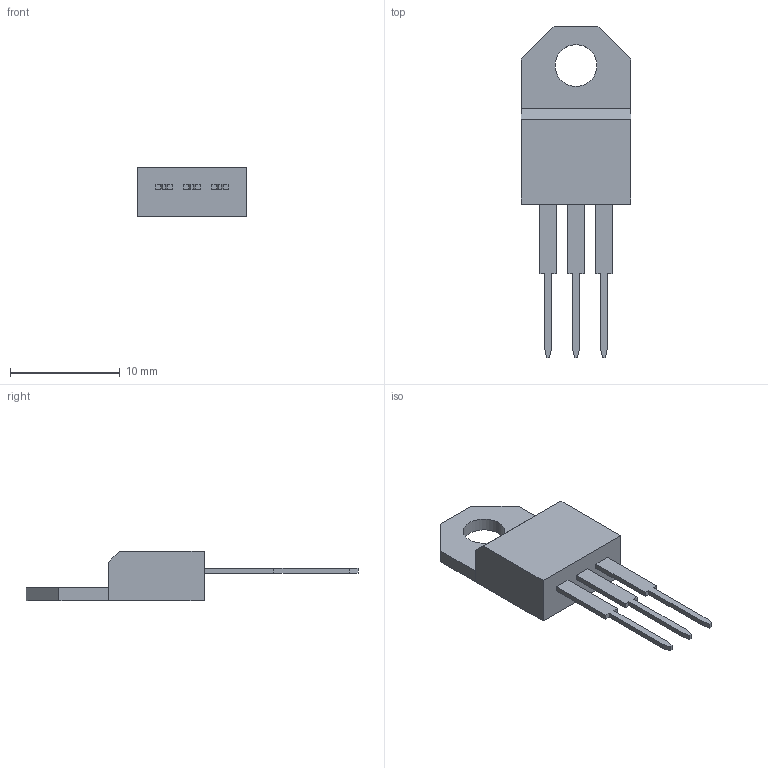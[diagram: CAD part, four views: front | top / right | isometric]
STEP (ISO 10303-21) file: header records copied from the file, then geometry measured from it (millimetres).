
FILE_DESCRIPTION(('FreeCAD Model'),'2;1');
FILE_NAME('TO220.step' ,'2018-12-28T19:37:47',('Author'),(''), 'Open CASCADE STEP processor 7.2','FreeCAD','Unknown');
FILE_SCHEMA(('AUTOMOTIVE_DESIGN_CC2 { 1 2 10303 214 -1 1 5 4 }'));
Length unit declared in the file: millimetre
Products named in the file (5): Chamfer002; Array001; Array; EncapsuladoP; Metal
Bounding box: 10 x 30.2 x 4.5 mm (x, y, z)
Volume: 590.9 mm3; surface area: 1021.4 mm2
Topology: 7 solids, 7 shells, 85 faces, 213 edges, 142 vertices
Faces by surface type: plane 83, cylinder 2
Full cylindrical faces by diameter (mm): 3.8 x2
Entity records: 5382 total; most frequent: CARTESIAN_POINT 879, DIRECTION 813, LINE 631, VECTOR 631, ORIENTED_EDGE 426, PCURVE 426, DEFINITIONAL_REPRESENTATION 426, EDGE_CURVE 213
